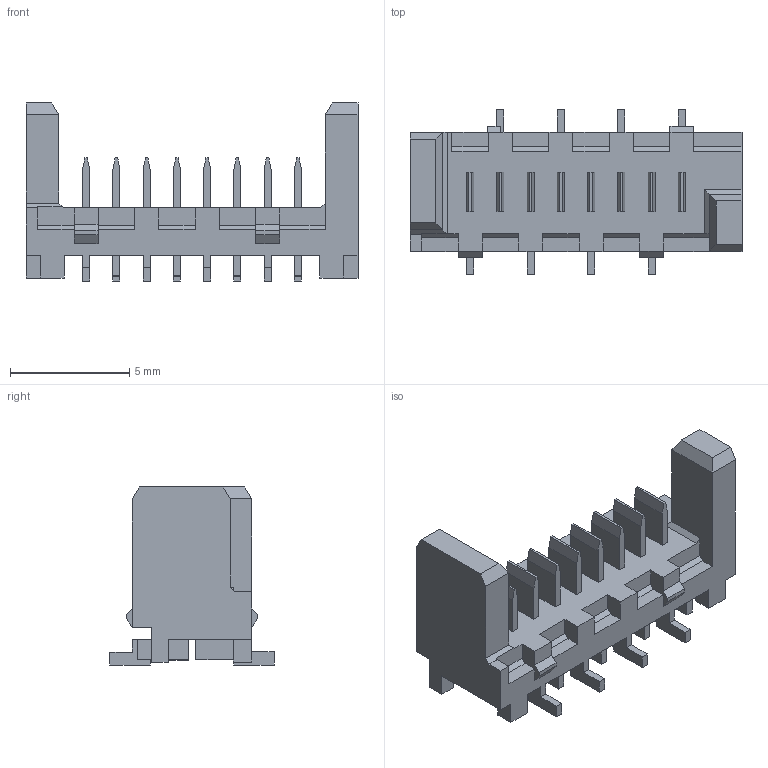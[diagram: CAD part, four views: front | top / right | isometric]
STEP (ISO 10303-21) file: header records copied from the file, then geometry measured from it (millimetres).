
FILE_DESCRIPTION((''),'2;1');
FILE_NAME('908140508','2021-05-27T',('gga'),(''),'PRO/ENGINEER BY PARAMETRIC TECHNOLOGY CORPORATION, 2016010','PRO/ENGINEER BY PARAMETRIC TECHNOLOGY CORPORATION, 2016010','');
FILE_SCHEMA(('CONFIG_CONTROL_DESIGN'));
Length unit declared in the file: millimetre
Products named in the file (1): 908140508
Bounding box: 13.94 x 6.9 x 7.47 mm (x, y, z)
Volume: 182.8 mm3; surface area: 467.7 mm2
Topology: 1 solids, 1 shells, 279 faces, 799 edges, 534 vertices
Faces by surface type: plane 279
Entity records: 8888 total; most frequent: CARTESIAN_POINT 1582, ORIENTED_EDGE 1534, DIRECTION 1361, VECTOR 799, LINE 799, EDGE_CURVE 767, VERTEX_POINT 502, EDGE_LOOP 291
